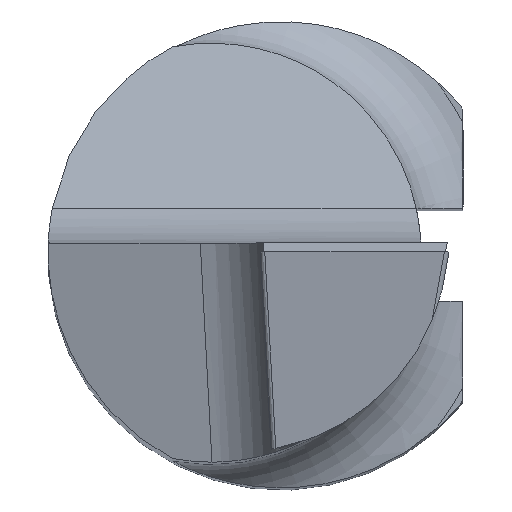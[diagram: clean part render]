
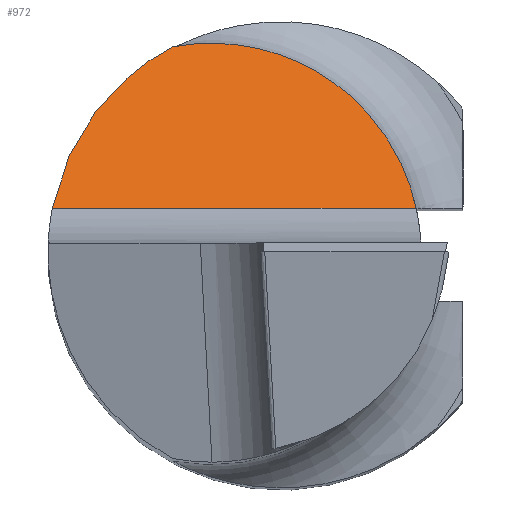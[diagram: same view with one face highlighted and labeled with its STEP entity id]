
A CAD part, top view. The second image highlights one B-rep face of the part: STEP entity #972.
In plain terms, the highlighted planar face has unit normal (0, 0.766, 0.643).
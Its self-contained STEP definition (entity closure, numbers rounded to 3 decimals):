
#22 = AXIS2_PLACEMENT_3D ( 'NONE', #1224, #626, #653 ) ;
#91 = EDGE_LOOP ( 'NONE', ( #821, #578, #1408 ) ) ;
#187 = EDGE_CURVE ( 'NONE', #455, #1416, #951, .T. ) ;
#192 = CARTESIAN_POINT ( 'NONE',  ( 1.177, 1.736, 27.112 ) ) ;
#195 = PLANE ( 'NONE',  #22 ) ;
#216 = EDGE_CURVE ( 'NONE', #739, #1416, #1344, .T. ) ;
#287 = CARTESIAN_POINT ( 'NONE',  ( 0.102, 2.45, 26.261 ) ) ;
#406 = CARTESIAN_POINT ( 'NONE',  ( -1.167, 2.211, 26.546 ) ) ;
#425 =( BOUNDED_CURVE ( )  B_SPLINE_CURVE ( 3, ( #459, #567, #685, #1494 ),
 .UNSPECIFIED., .F., .T. ) 
 B_SPLINE_CURVE_WITH_KNOTS ( ( 4, 4 ),
 ( 4.903, 5.798 ),
 .UNSPECIFIED. ) 
 CURVE ( )  GEOMETRIC_REPRESENTATION_ITEM ( )  RATIONAL_B_SPLINE_CURVE ( ( 1., 0.934, 0.934, 1. ) ) 
 REPRESENTATION_ITEM ( '' )  );
#455 = VERTEX_POINT ( 'NONE', #1174 ) ;
#459 = CARTESIAN_POINT ( 'NONE',  ( -2.455, 0.474, 28.616 ) ) ;
#567 = CARTESIAN_POINT ( 'NONE',  ( -2.308, 1.232, 27.714 ) ) ;
#578 = ORIENTED_EDGE ( 'NONE', *, *, #187, .F. ) ;
#604 = CARTESIAN_POINT ( 'NONE',  ( 1.449, 0.474, 28.616 ) ) ;
#626 = DIRECTION ( 'NONE',  ( 0., -0.766, -0.643 ) ) ;
#649 = DIRECTION ( 'NONE',  ( 1., 0., 0. ) ) ;
#653 = DIRECTION ( 'NONE',  ( 0., 0.643, -0.766 ) ) ;
#685 = CARTESIAN_POINT ( 'NONE',  ( -1.849, 1.851, 26.975 ) ) ;
#739 = VERTEX_POINT ( 'NONE', #794 ) ;
#751 = EDGE_CURVE ( 'NONE', #739, #455, #425, .T. ) ;
#794 = CARTESIAN_POINT ( 'NONE',  ( -2.455, 0.474, 28.616 ) ) ;
#821 = ORIENTED_EDGE ( 'NONE', *, *, #216, .T. ) ;
#889 = FACE_OUTER_BOUND ( 'NONE', #91, .T. ) ;
#951 =( BOUNDED_CURVE ( )  B_SPLINE_CURVE ( 3, ( #406, #287, #192, #1251 ),
 .UNSPECIFIED., .F., .T. ) 
 B_SPLINE_CURVE_WITH_KNOTS ( ( 4, 4 ),
 ( 6.097, 7.642 ),
 .UNSPECIFIED. ) 
 CURVE ( )  GEOMETRIC_REPRESENTATION_ITEM ( )  RATIONAL_B_SPLINE_CURVE ( ( 1., 0.811, 0.811, 1. ) ) 
 REPRESENTATION_ITEM ( '' )  );
#972 = ADVANCED_FACE ( 'NONE', ( #889 ), #195, .F. ) ;
#1174 = CARTESIAN_POINT ( 'NONE',  ( -1.167, 2.211, 26.546 ) ) ;
#1224 = CARTESIAN_POINT ( 'NONE',  ( -2.5, 0.474, 28.616 ) ) ;
#1243 = VECTOR ( 'NONE', #649, 1000. ) ;
#1251 = CARTESIAN_POINT ( 'NONE',  ( 1.449, 0.474, 28.616 ) ) ;
#1344 = LINE ( 'NONE', #1474, #1243 ) ;
#1408 = ORIENTED_EDGE ( 'NONE', *, *, #751, .F. ) ;
#1416 = VERTEX_POINT ( 'NONE', #604 ) ;
#1474 = CARTESIAN_POINT ( 'NONE',  ( -2.5, 0.474, 28.616 ) ) ;
#1494 = CARTESIAN_POINT ( 'NONE',  ( -1.167, 2.211, 26.546 ) ) ;
